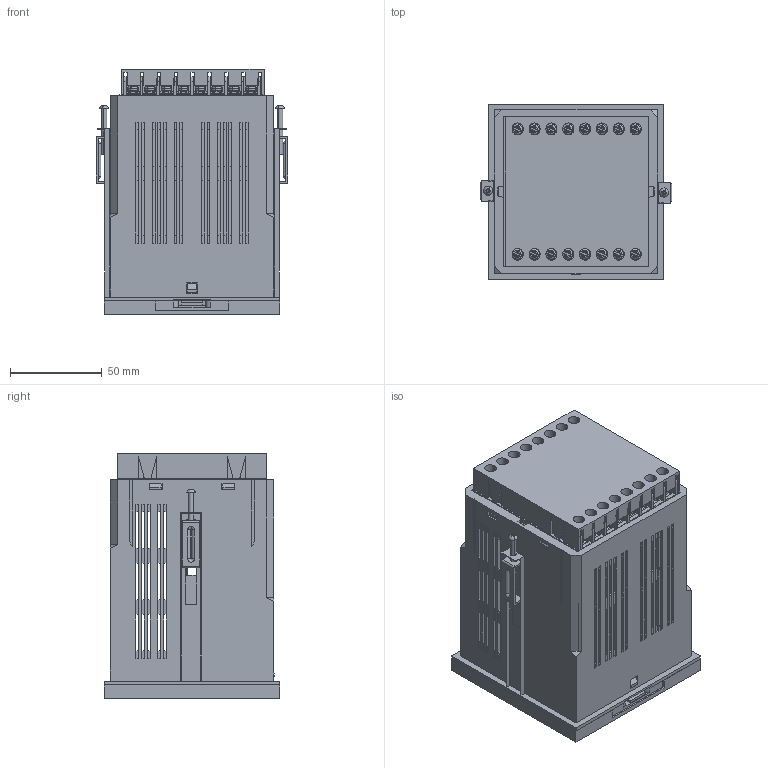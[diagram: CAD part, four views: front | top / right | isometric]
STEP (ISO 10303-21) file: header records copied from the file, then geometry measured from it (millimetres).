
FILE_DESCRIPTION (( 'STEP AP214' ), '1' );
FILE_NAME ('FIC-96-04.STEP', '2022-01-17T14:01:21', ( '' ), ( '' ), 'SwSTEP 2.0', 'SolidWorks 2017', '' );
FILE_SCHEMA (( 'AUTOMOTIVE_DESIGN' ));
Length unit declared in the file: millimetre
Products named in the file (89): Washer; Terminal Cover FTC-96; Clamp-3; Screw-small; Clamp-1; Front Plate FFP-96-01; Screw-smallest; Back Plate Surface Mount FBP-96-02; Solder-Washer; Clamp-2; Display PCB FPD-96; Back Plate PCB FPB-96; Screw; BasePCB-solder-110; BackPlateSolder-110; Solder-MetalPart; Case FUTURA; Clamps FCL; FIC-96-04
Assembly tree (41 placements, depth 4):
  Washer
  Terminal Cover FTC-96
  Washer
  Screw-small
  Washer
Bounding box: 104.7 x 96 x 134 mm (x, y, z)
Volume: 190208 mm3; surface area: 244596.9 mm2
Topology: 70 solids, 70 shells, 3478 faces, 9388 edges, 6030 vertices
Faces by surface type: plane 2434, cylinder 840, cone 98, torus 86, bspline 16, sphere 4
Entity records: 51273 total; most frequent: CARTESIAN_POINT 9553, ORIENTED_EDGE 8664, DIRECTION 7715, EDGE_CURVE 4332, LINE 3761, VECTOR 3761, VERTEX_POINT 2849, AXIS2_PLACEMENT_3D 1977
